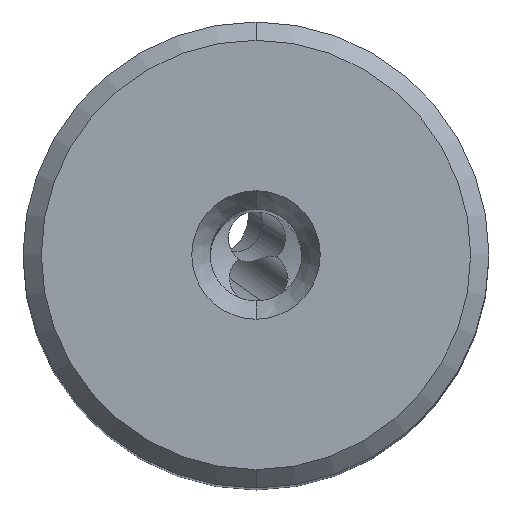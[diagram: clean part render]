
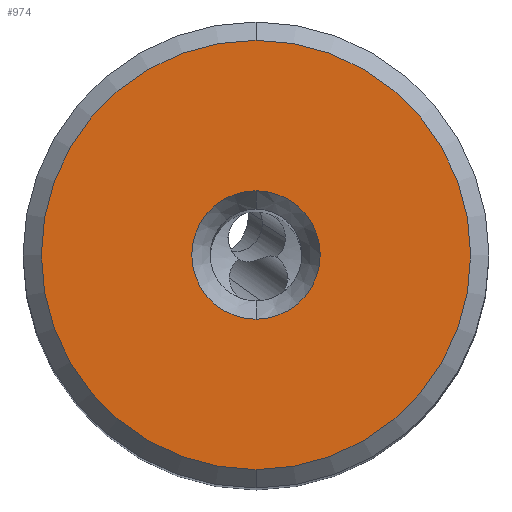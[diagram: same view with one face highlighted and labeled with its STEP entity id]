
A CAD part, top view. The second image highlights one B-rep face of the part: STEP entity #974.
In plain terms, the highlighted planar face has unit normal (0, 0, 1).
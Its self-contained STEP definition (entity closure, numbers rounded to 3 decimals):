
#974=ADVANCED_FACE('',(#1255,#1256),#1191,.T.);
#1191=PLANE('',#4150);
#1255=FACE_BOUND('',#1273,.T.);
#1256=FACE_BOUND('',#1274,.T.);
#1273=EDGE_LOOP('',(#1499,#1500));
#1274=EDGE_LOOP('',(#1501,#1502));
#1499=ORIENTED_EDGE('',*,*,#3173,.T.);
#1500=ORIENTED_EDGE('',*,*,#3174,.T.);
#1501=ORIENTED_EDGE('',*,*,#3175,.T.);
#1502=ORIENTED_EDGE('',*,*,#3176,.T.);
#2755=VERTEX_POINT('',#5809);
#2756=VERTEX_POINT('',#5810);
#2757=VERTEX_POINT('',#5813);
#2758=VERTEX_POINT('',#5814);
#3173=EDGE_CURVE('',#2755,#2756,#3801,.T.);
#3174=EDGE_CURVE('',#2756,#2755,#3802,.T.);
#3175=EDGE_CURVE('',#2757,#2758,#3803,.T.);
#3176=EDGE_CURVE('',#2758,#2757,#3804,.T.);
#3801=CIRCLE('',#4146,11.7);
#3802=CIRCLE('',#4147,11.7);
#3803=CIRCLE('',#4148,3.5);
#3804=CIRCLE('',#4149,3.5);
#4146=AXIS2_PLACEMENT_3D('',#5808,#4651,#4652);
#4147=AXIS2_PLACEMENT_3D('',#5811,#4653,#4654);
#4148=AXIS2_PLACEMENT_3D('',#5812,#4655,#4656);
#4149=AXIS2_PLACEMENT_3D('',#5815,#4657,#4658);
#4150=AXIS2_PLACEMENT_3D('',#5816,#4659,#4660);
#4651=DIRECTION('',(0.,0.,1.));
#4652=DIRECTION('',(0.,-1.,0.));
#4653=DIRECTION('',(0.,0.,1.));
#4654=DIRECTION('',(0.,1.,0.));
#4655=DIRECTION('',(0.,0.,-1.));
#4656=DIRECTION('',(0.,-1.,0.));
#4657=DIRECTION('',(0.,0.,-1.));
#4658=DIRECTION('',(0.,1.,0.));
#4659=DIRECTION('',(0.,0.,1.));
#4660=DIRECTION('',(0.,-1.,0.));
#5808=CARTESIAN_POINT('',(0.,0.,0.));
#5809=CARTESIAN_POINT('',(0.,-11.7,0.));
#5810=CARTESIAN_POINT('',(0.,11.7,0.));
#5811=CARTESIAN_POINT('',(0.,0.,0.));
#5812=CARTESIAN_POINT('',(0.,0.,0.));
#5813=CARTESIAN_POINT('',(0.,-3.5,0.));
#5814=CARTESIAN_POINT('',(0.,3.5,0.));
#5815=CARTESIAN_POINT('',(0.,0.,0.));
#5816=CARTESIAN_POINT('',(0.,0.,0.));
